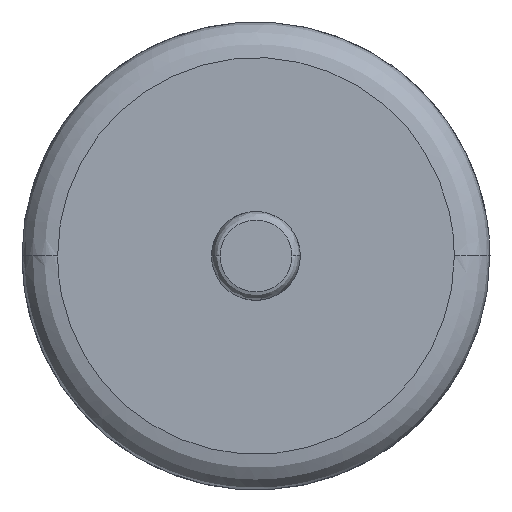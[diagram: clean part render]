
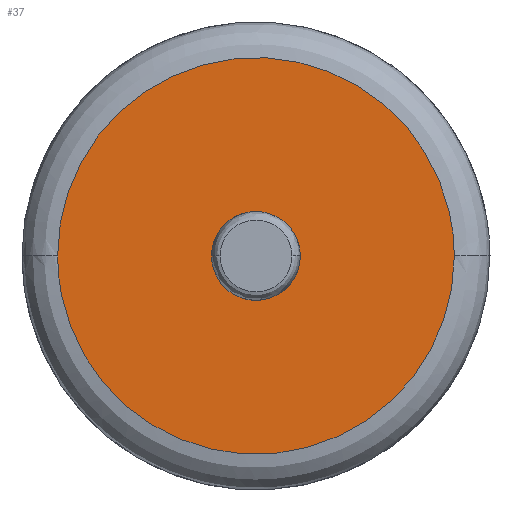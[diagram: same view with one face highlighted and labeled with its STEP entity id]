
A CAD part, left-side view. The second image highlights one B-rep face of the part: STEP entity #37.
In plain terms, the highlighted free-form (B-spline) face has degree [1, 1] with [2, 2] control points.
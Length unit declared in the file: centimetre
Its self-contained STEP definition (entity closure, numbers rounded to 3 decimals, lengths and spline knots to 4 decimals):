
#37=ADVANCED_FACE('',(#61),#276,.T.);
#61=FACE_OUTER_BOUND('',#85,.T.);
#85=EDGE_LOOP('',(#145,#146));
#145=ORIENTED_EDGE('',*,*,#215,.F.);
#146=ORIENTED_EDGE('',*,*,#208,.F.);
#208=EDGE_CURVE('',#243,#247,#310,.T.);
#215=EDGE_CURVE('',#247,#243,#316,.T.);
#243=VERTEX_POINT('',#820);
#247=VERTEX_POINT('',#824);
#276=B_SPLINE_SURFACE_WITH_KNOTS('',1,1,((#762,#763),(#764,#765)),.UNSPECIFIED.,
.F.,.F.,.F.,(2,2),(2,2),(-2.8403,2.8402),(-6.1228,
-0.4443),.UNSPECIFIED.);
#310=(
BOUNDED_CURVE()
B_SPLINE_CURVE(3,(#710,#711,#712,#713,#714,#715,#716),.UNSPECIFIED.,.F.,
.F.)
B_SPLINE_CURVE_WITH_KNOTS((4,1,1,1,4),(0.,2.1134,4.3709,
6.4844,8.7419),.UNSPECIFIED.)
CURVE()
GEOMETRIC_REPRESENTATION_ITEM()
RATIONAL_B_SPLINE_CURVE((1.,1.,1.,1.,1.,1.,1.))
REPRESENTATION_ITEM('')
);
#316=(
BOUNDED_CURVE()
B_SPLINE_CURVE(3,(#741,#742,#743,#744,#745,#746,#747),.UNSPECIFIED.,.F.,
.F.)
B_SPLINE_CURVE_WITH_KNOTS((4,1,1,1,4),(8.7419,10.8553,
13.1128,15.2262,17.4837),.UNSPECIFIED.)
CURVE()
GEOMETRIC_REPRESENTATION_ITEM()
RATIONAL_B_SPLINE_CURVE((1.,1.,1.,1.,1.,1.,1.))
REPRESENTATION_ITEM('')
);
#710=CARTESIAN_POINT('',(64.6867,59.1053,4.6849));
#711=CARTESIAN_POINT('',(64.6867,59.1114,6.0095));
#712=CARTESIAN_POINT('',(64.6867,58.0115,8.7576));
#713=CARTESIAN_POINT('',(64.6867,53.9551,10.5006));
#714=CARTESIAN_POINT('',(64.6867,49.7868,8.8372));
#715=CARTESIAN_POINT('',(64.6867,48.6128,6.1017));
#716=CARTESIAN_POINT('',(64.6867,48.6119,4.6857));
#741=CARTESIAN_POINT('',(64.6867,48.6119,4.6857));
#742=CARTESIAN_POINT('',(64.6867,48.6111,3.36));
#743=CARTESIAN_POINT('',(64.6867,49.7069,0.6124));
#744=CARTESIAN_POINT('',(64.6867,53.7677,-1.1318));
#745=CARTESIAN_POINT('',(64.6867,57.929,0.5346));
#746=CARTESIAN_POINT('',(64.6867,59.1137,3.2651));
#747=CARTESIAN_POINT('',(64.6867,59.1053,4.6849));
#762=CARTESIAN_POINT('',(64.6867,48.507,-0.6688));
#763=CARTESIAN_POINT('',(64.6867,59.2103,-0.6688));
#764=CARTESIAN_POINT('',(64.6867,48.507,10.0383));
#765=CARTESIAN_POINT('',(64.6867,59.2103,10.0383));
#820=CARTESIAN_POINT('',(64.6867,59.1053,4.6849));
#824=CARTESIAN_POINT('',(64.6867,48.6119,4.6857));
